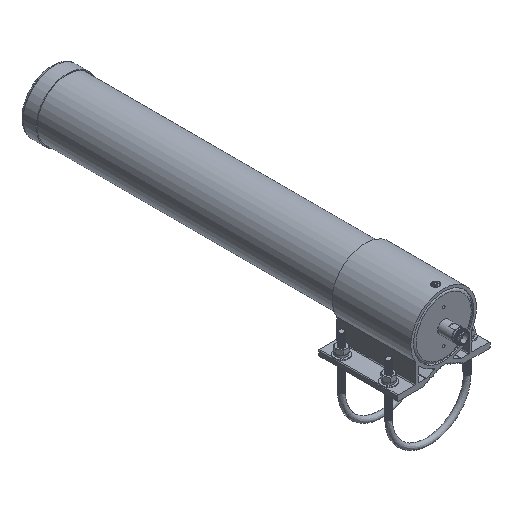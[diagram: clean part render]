
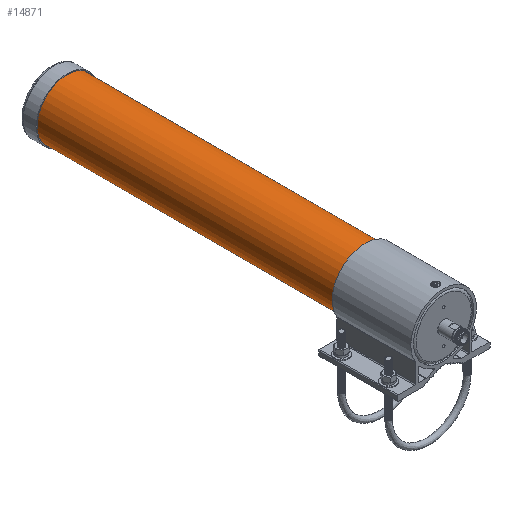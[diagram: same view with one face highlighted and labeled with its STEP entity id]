
A CAD part, isometric view. The second image highlights one B-rep face of the part: STEP entity #14871.
In plain terms, the highlighted cylindrical face has radius 37.5 mm (diameter 75 mm), a full revolution.
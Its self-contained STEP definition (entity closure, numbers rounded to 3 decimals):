
#2955 = CARTESIAN_POINT ( 'NONE',  ( 0., 0., 37.5 ) ) ;
#4713 = CARTESIAN_POINT ( 'NONE',  ( 0., 478., 0. ) ) ;
#8153 = DIRECTION ( 'NONE',  ( 0., 1., 0. ) ) ;
#8502 = CARTESIAN_POINT ( 'NONE',  ( 0., 0., 0. ) ) ;
#8798 = EDGE_LOOP ( 'NONE', ( #53568 ) ) ;
#9327 = EDGE_CURVE ( 'NONE', #35328, #35328, #21643, .T. ) ;
#9562 = DIRECTION ( 'NONE',  ( 0., 0., 1. ) ) ;
#13684 = CIRCLE ( 'NONE', #20468, 37.5 ) ;
#14871 = ADVANCED_FACE ( 'NONE', ( #50797, #19775 ), #41258, .T. ) ;
#19775 = FACE_OUTER_BOUND ( 'NONE', #69322, .T. ) ;
#19859 = DIRECTION ( 'NONE',  ( 0., -1., 0. ) ) ;
#20468 = AXIS2_PLACEMENT_3D ( 'NONE', #4713, #19859, #30058 ) ;
#21643 = CIRCLE ( 'NONE', #25027, 37.5 ) ;
#25027 = AXIS2_PLACEMENT_3D ( 'NONE', #31736, #53235, #9562 ) ;
#30058 = DIRECTION ( 'NONE',  ( 0., 0., 1. ) ) ;
#31736 = CARTESIAN_POINT ( 'NONE',  ( 0., 0., 0. ) ) ;
#35328 = VERTEX_POINT ( 'NONE', #2955 ) ;
#37053 = VERTEX_POINT ( 'NONE', #52932 ) ;
#41258 = CYLINDRICAL_SURFACE ( 'NONE', #69200, 37.5 ) ;
#43938 = ORIENTED_EDGE ( 'NONE', *, *, #9327, .T. ) ;
#46194 = DIRECTION ( 'NONE',  ( 0., 0., 1. ) ) ;
#50797 = FACE_OUTER_BOUND ( 'NONE', #8798, .T. ) ;
#52932 = CARTESIAN_POINT ( 'NONE',  ( 0., 478., 37.5 ) ) ;
#53235 = DIRECTION ( 'NONE',  ( 0., 1., 0. ) ) ;
#53568 = ORIENTED_EDGE ( 'NONE', *, *, #64102, .T. ) ;
#64102 = EDGE_CURVE ( 'NONE', #37053, #37053, #13684, .T. ) ;
#69200 = AXIS2_PLACEMENT_3D ( 'NONE', #8502, #8153, #46194 ) ;
#69322 = EDGE_LOOP ( 'NONE', ( #43938 ) ) ;
